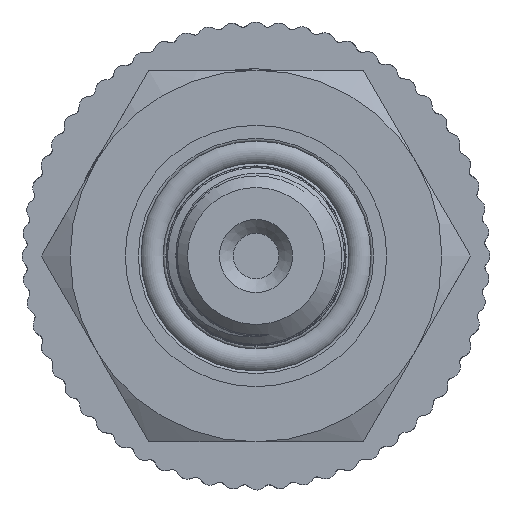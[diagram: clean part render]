
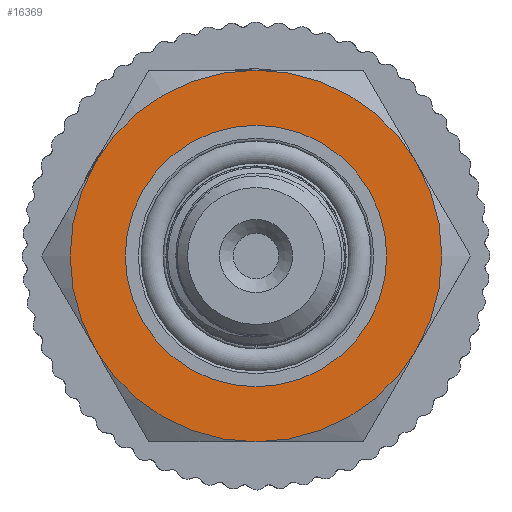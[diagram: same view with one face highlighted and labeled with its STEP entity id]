
A CAD part, left-side view. The second image highlights one B-rep face of the part: STEP entity #16369.
In plain terms, the highlighted conical face has half-angle 89.979 degrees and reference radius 11 mm.
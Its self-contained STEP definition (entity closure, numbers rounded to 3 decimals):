
#855=CONICAL_SURFACE('',#17245,11.,1.57);
#1267=FACE_OUTER_BOUND('',#2209,.T.);
#2209=EDGE_LOOP('',(#12452,#12453,#12454,#12455));
#2958=CIRCLE('',#17246,13.5);
#2959=CIRCLE('',#17247,9.5);
#4547=LINE('',#32541,#5729);
#5729=VECTOR('',#18640,11.);
#7151=VERTEX_POINT('',#32538);
#7152=VERTEX_POINT('',#32540);
#9138=EDGE_CURVE('',#7151,#7151,#2958,.T.);
#9139=EDGE_CURVE('',#7151,#7152,#4547,.T.);
#9140=EDGE_CURVE('',#7152,#7152,#2959,.T.);
#12452=ORIENTED_EDGE('',*,*,#9138,.F.);
#12453=ORIENTED_EDGE('',*,*,#9139,.T.);
#12454=ORIENTED_EDGE('',*,*,#9140,.T.);
#12455=ORIENTED_EDGE('',*,*,#9139,.F.);
#16369=ADVANCED_FACE('',(#1267),#855,.T.);
#17245=AXIS2_PLACEMENT_3D('',#32537,#18636,#18637);
#17246=AXIS2_PLACEMENT_3D('',#32539,#18638,#18639);
#17247=AXIS2_PLACEMENT_3D('',#32542,#18641,#18642);
#18636=DIRECTION('center_axis',(1.,0.,0.));
#18637=DIRECTION('ref_axis',(0.,1.,0.));
#18638=DIRECTION('center_axis',(1.,0.,0.));
#18639=DIRECTION('ref_axis',(0.,1.,0.));
#18640=DIRECTION('',(0.,1.,0.));
#18641=DIRECTION('center_axis',(1.,0.,0.));
#18642=DIRECTION('ref_axis',(0.,0.,-1.));
#32537=CARTESIAN_POINT('Origin',(-46.999,0.,0.));
#32538=CARTESIAN_POINT('',(-46.999,-13.5,0.));
#32539=CARTESIAN_POINT('Origin',(-46.999,0.,
0.));
#32540=CARTESIAN_POINT('',(-47.,-9.5,0.));
#32541=CARTESIAN_POINT('',(-46.999,-11.,0.));
#32542=CARTESIAN_POINT('Origin',(-47.,0.,0.));
